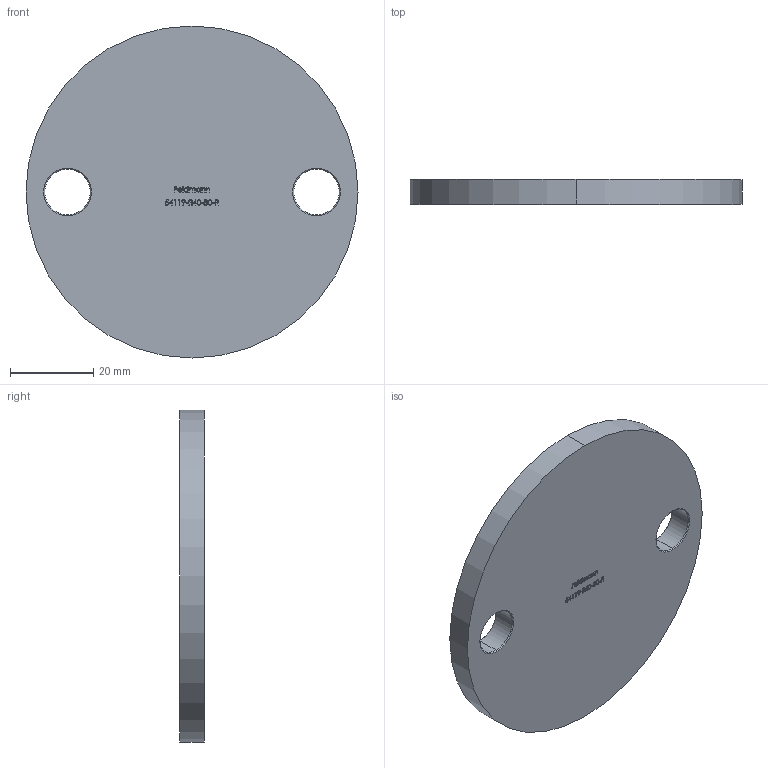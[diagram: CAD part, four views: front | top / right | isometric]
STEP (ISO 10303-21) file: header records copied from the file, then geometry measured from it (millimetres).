
FILE_DESCRIPTION (( 'STEP AP203' ), '1' );
FILE_NAME ('54119-240-80-R.step', '2020-10-21T11:01:24', ( '' ), ( '' ), 'SwSTEP 2.0', 'SolidWorks 2018', '' );
FILE_SCHEMA (( 'CONFIG_CONTROL_DESIGN' ));
Length unit declared in the file: millimetre
Products named in the file (2): 54119-240-80-R
Bounding box: 80 x 6 x 80 mm (x, y, z)
Volume: 29013.8 mm3; surface area: 11587.2 mm2
Topology: 1 solids, 1 shells, 290 faces, 757 edges, 502 vertices
Faces by surface type: plane 165, bspline 111, cone 8, cylinder 6
Entity records: 15190 total; most frequent: CARTESIAN_POINT 8638, ORIENTED_EDGE 1514, DIRECTION 917, EDGE_CURVE 757, VECTOR 515, LINE 515, VERTEX_POINT 502, EDGE_LOOP 327
